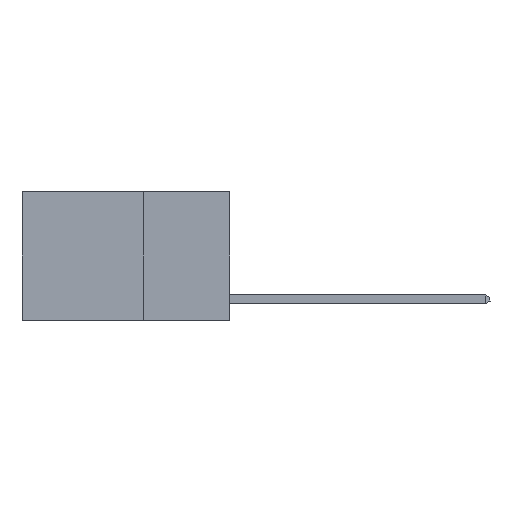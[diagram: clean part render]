
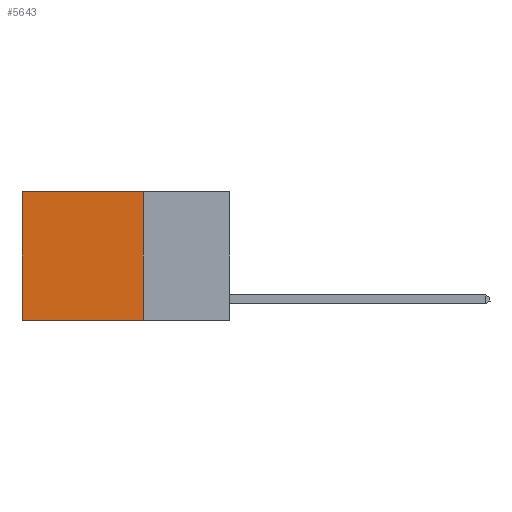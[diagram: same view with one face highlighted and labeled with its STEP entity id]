
A CAD part, left-side view. The second image highlights one B-rep face of the part: STEP entity #5643.
In plain terms, the highlighted planar face has unit normal (-1, 0, 0).
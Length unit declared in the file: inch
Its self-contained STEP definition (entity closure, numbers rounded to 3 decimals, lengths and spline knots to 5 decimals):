
#2423 = CARTESIAN_POINT ( 'NONE',  ( 0.2625, 0.25, -0.37 ) ) ;
#2623 = EDGE_CURVE ( 'NONE', #10915, #14593, #18641, .T. ) ;
#2870 = DIRECTION ( 'NONE',  ( 0., 1., 0. ) ) ;
#3445 = DIRECTION ( 'NONE',  ( 0., 0., -1. ) ) ;
#3672 = EDGE_CURVE ( 'NONE', #18416, #18333, #5980, .T. ) ;
#3997 = DIRECTION ( 'NONE',  ( 1., 0., 0. ) ) ;
#5213 = CARTESIAN_POINT ( 'NONE',  ( 0.2625, 0.25, 0. ) ) ;
#5643 = ADVANCED_FACE ( 'NONE', ( #19419 ), #5690, .F. ) ;
#5690 = PLANE ( 'NONE',  #17068 ) ;
#5948 = CARTESIAN_POINT ( 'NONE',  ( 0.2625, 0.25, 0. ) ) ;
#5980 = LINE ( 'NONE', #5213, #21312 ) ;
#6561 = CARTESIAN_POINT ( 'NONE',  ( 0.2625, 0.25, -0.37 ) ) ;
#7279 = ORIENTED_EDGE ( 'NONE', *, *, #3672, .F. ) ;
#8646 = ORIENTED_EDGE ( 'NONE', *, *, #10626, .F. ) ;
#10090 = ORIENTED_EDGE ( 'NONE', *, *, #2623, .T. ) ;
#10163 = CARTESIAN_POINT ( 'NONE',  ( 0.2625, 0.6, 0. ) ) ;
#10626 = EDGE_CURVE ( 'NONE', #18333, #14593, #21870, .T. ) ;
#10915 = VERTEX_POINT ( 'NONE', #12646 ) ;
#11905 = EDGE_LOOP ( 'NONE', ( #10090, #8646, #7279, #17032 ) ) ;
#12646 = CARTESIAN_POINT ( 'NONE',  ( 0.2625, 0.6, 0. ) ) ;
#13386 = DIRECTION ( 'NONE',  ( 0., 1., 0. ) ) ;
#13437 = VECTOR ( 'NONE', #3445, 39.37008 ) ;
#14003 = VECTOR ( 'NONE', #13386, 39.37008 ) ;
#14593 = VERTEX_POINT ( 'NONE', #21542 ) ;
#14645 = CARTESIAN_POINT ( 'NONE',  ( 0.2625, 0.25, 0. ) ) ;
#15502 = DIRECTION ( 'NONE',  ( 0., 0., -1. ) ) ;
#16403 = LINE ( 'NONE', #5948, #21534 ) ;
#17032 = ORIENTED_EDGE ( 'NONE', *, *, #21781, .T. ) ;
#17068 = AXIS2_PLACEMENT_3D ( 'NONE', #21209, #3997, #20988 ) ;
#18333 = VERTEX_POINT ( 'NONE', #2423 ) ;
#18416 = VERTEX_POINT ( 'NONE', #14645 ) ;
#18641 = LINE ( 'NONE', #10163, #13437 ) ;
#19419 = FACE_OUTER_BOUND ( 'NONE', #11905, .T. ) ;
#20988 = DIRECTION ( 'NONE',  ( 0., 0., -1. ) ) ;
#21209 = CARTESIAN_POINT ( 'NONE',  ( 0.2625, 0.25, 0. ) ) ;
#21312 = VECTOR ( 'NONE', #15502, 39.37008 ) ;
#21534 = VECTOR ( 'NONE', #2870, 39.37008 ) ;
#21542 = CARTESIAN_POINT ( 'NONE',  ( 0.2625, 0.6, -0.37 ) ) ;
#21781 = EDGE_CURVE ( 'NONE', #18416, #10915, #16403, .T. ) ;
#21870 = LINE ( 'NONE', #6561, #14003 ) ;
